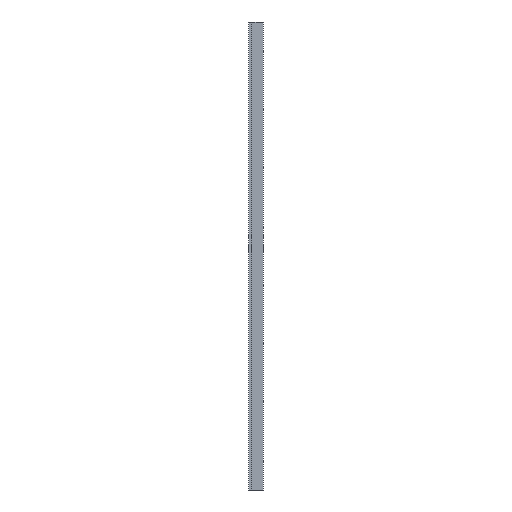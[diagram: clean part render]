
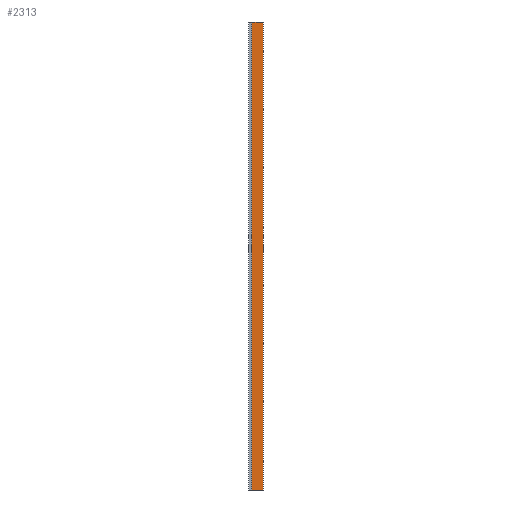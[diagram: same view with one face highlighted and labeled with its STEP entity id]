
A CAD part, left-side view. The second image highlights one B-rep face of the part: STEP entity #2313.
In plain terms, the highlighted planar face has unit normal (-1, 0, 0).
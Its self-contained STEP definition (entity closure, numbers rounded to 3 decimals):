
#259=DIRECTION('',(0.,-1.,0.));
#260=VECTOR('',#259,47.5);
#261=CARTESIAN_POINT('',(-75.,47.5,0.));
#262=LINE('',#261,#260);
#627=DIRECTION('',(0.,-1.,0.));
#628=VECTOR('',#627,47.5);
#629=CARTESIAN_POINT('',(-75.,47.5,-2000.));
#630=LINE('',#629,#628);
#835=DIRECTION('',(0.,0.,-1.));
#836=VECTOR('',#835,2000.);
#837=CARTESIAN_POINT('',(-75.,47.5,0.));
#838=LINE('',#837,#836);
#839=DIRECTION('',(0.,0.,-1.));
#840=VECTOR('',#839,2000.);
#841=CARTESIAN_POINT('',(-75.,0.,0.));
#842=LINE('',#841,#840);
#1243=CARTESIAN_POINT('',(-75.,47.5,0.));
#1244=VERTEX_POINT('',#1243);
#1245=CARTESIAN_POINT('',(-75.,0.,0.));
#1246=VERTEX_POINT('',#1245);
#1271=CARTESIAN_POINT('',(-75.,47.5,-2000.));
#1272=VERTEX_POINT('',#1271);
#1273=CARTESIAN_POINT('',(-75.,0.,-2000.));
#1274=VERTEX_POINT('',#1273);
#2301=CARTESIAN_POINT('',(-75.,47.5,0.));
#2302=DIRECTION('',(-1.,0.,0.));
#2303=DIRECTION('',(0.,-1.,0.));
#2304=AXIS2_PLACEMENT_3D('',#2301,#2302,#2303);
#2305=PLANE('',#2304);
#2306=ORIENTED_EDGE('',*,*,#1658,.T.);
#2308=ORIENTED_EDGE('',*,*,#2307,.T.);
#2309=ORIENTED_EDGE('',*,*,#2005,.F.);
#2310=ORIENTED_EDGE('',*,*,#2294,.F.);
#2311=EDGE_LOOP('',(#2306,#2308,#2309,#2310));
#2312=FACE_OUTER_BOUND('',#2311,.F.);
#1658=EDGE_CURVE('',#1244,#1246,#262,.T.);
#2005=EDGE_CURVE('',#1272,#1274,#630,.T.);
#2294=EDGE_CURVE('',#1244,#1272,#838,.T.);
#2307=EDGE_CURVE('',#1246,#1274,#842,.T.);
#2313=ADVANCED_FACE('',(#2312),#2305,.T.);
